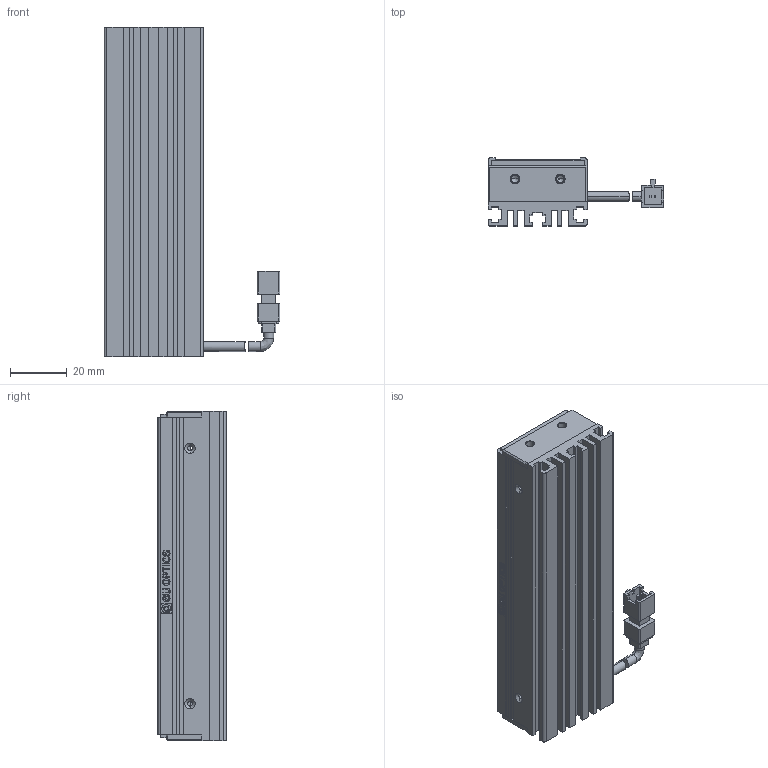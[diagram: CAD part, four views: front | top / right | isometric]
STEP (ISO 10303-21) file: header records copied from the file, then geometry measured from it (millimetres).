
FILE_DESCRIPTION (( 'STEP AP214' ), '1' );
FILE_NAME ('660110-W.STEP', '2019-03-19T01:44:27', ( '' ), ( '' ), 'SwSTEP 2.0', 'SolidWorks 2016', '' );
FILE_SCHEMA (( 'AUTOMOTIVE_DESIGN' ));
Length unit declared in the file: millimetre
Products named in the file (1): 660110-W
Bounding box: 62 x 24 x 116 mm (x, y, z)
Volume: 53725.7 mm3; surface area: 60118.3 mm2
Topology: 8 solids, 8 shells, 1209 faces, 3189 edges, 2011 vertices
Faces by surface type: cylinder 587, plane 393, bspline 187, cone 42
Entity records: 50333 total; most frequent: CARTESIAN_POINT 9060, DIRECTION 6278, ORIENTED_EDGE 5822, EDGE_CURVE 2911, AXIS2_PLACEMENT_3D 2463, VERTEX_POINT 2011, EDGE_LOOP 1514, CIRCLE 1440
